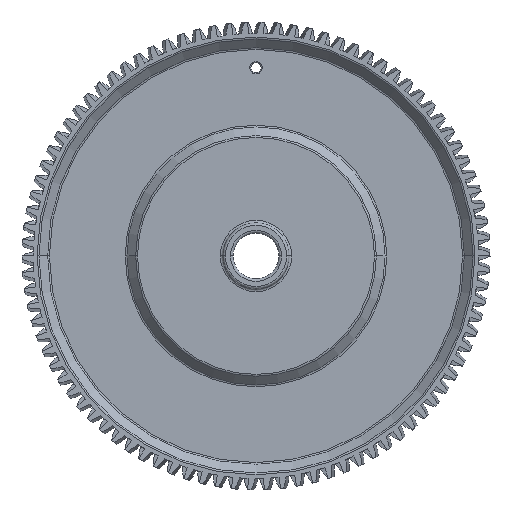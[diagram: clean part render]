
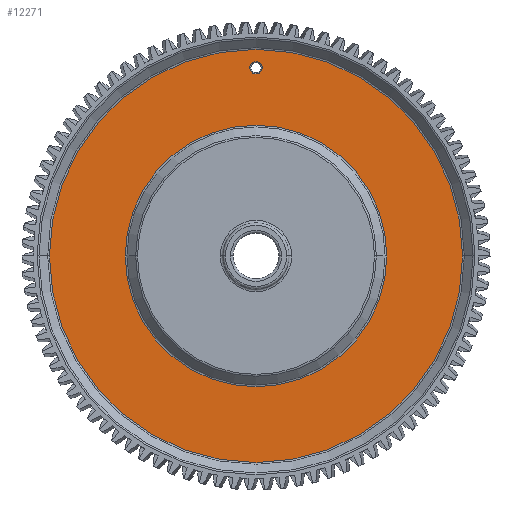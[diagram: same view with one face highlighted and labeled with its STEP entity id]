
A CAD part, top view. The second image highlights one B-rep face of the part: STEP entity #12271.
In plain terms, the highlighted planar face has unit normal (0, 0, 1).
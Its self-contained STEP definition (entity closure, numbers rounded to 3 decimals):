
#258 = AXIS2_PLACEMENT_3D ( 'NONE', #3131, #25721, #5702 ) ;
#724 = CIRCLE ( 'NONE', #13533, 25.707 ) ;
#956 = PLANE ( 'NONE',  #258 ) ;
#1116 = ORIENTED_EDGE ( 'NONE', *, *, #28678, .T. ) ;
#1496 = DIRECTION ( 'NONE',  ( 0., 0., -1. ) ) ;
#1527 = CARTESIAN_POINT ( 'NONE',  ( 0., 0., 1. ) ) ;
#1819 = EDGE_CURVE ( 'NONE', #5101, #2235, #24724, .T. ) ;
#1911 = ORIENTED_EDGE ( 'NONE', *, *, #1819, .T. ) ;
#2235 = VERTEX_POINT ( 'NONE', #18931 ) ;
#2479 = CARTESIAN_POINT ( 'NONE',  ( 0., 0., 1. ) ) ;
#2563 = CARTESIAN_POINT ( 'NONE',  ( 0., 37., 1. ) ) ;
#2730 = VERTEX_POINT ( 'NONE', #20166 ) ;
#3131 = CARTESIAN_POINT ( 'NONE',  ( 0., 0., 1. ) ) ;
#3359 = ORIENTED_EDGE ( 'NONE', *, *, #24420, .T. ) ;
#5101 = VERTEX_POINT ( 'NONE', #11257 ) ;
#5702 = DIRECTION ( 'NONE',  ( -1., 0., 0. ) ) ;
#6044 = AXIS2_PLACEMENT_3D ( 'NONE', #27868, #27578, #14162 ) ;
#6541 = ORIENTED_EDGE ( 'NONE', *, *, #25565, .T. ) ;
#6893 = EDGE_CURVE ( 'NONE', #27310, #2730, #15105, .T. ) ;
#8481 = DIRECTION ( 'NONE',  ( 0., 0., 1. ) ) ;
#8674 = DIRECTION ( 'NONE',  ( 1., 0., 0. ) ) ;
#8962 = VERTEX_POINT ( 'NONE', #20083 ) ;
#9056 = DIRECTION ( 'NONE',  ( 0., 0., 1. ) ) ;
#9642 = EDGE_LOOP ( 'NONE', ( #3359, #18340 ) ) ;
#9714 = DIRECTION ( 'NONE',  ( 0., 0., -1. ) ) ;
#11022 = DIRECTION ( 'NONE',  ( 0., 0., -1. ) ) ;
#11257 = CARTESIAN_POINT ( 'NONE',  ( 25.707, 0., 1. ) ) ;
#11601 = CIRCLE ( 'NONE', #18906, 1.2 ) ;
#11714 = EDGE_CURVE ( 'NONE', #8962, #20804, #23740, .T. ) ;
#12114 = CIRCLE ( 'NONE', #18423, 40.611 ) ;
#12271 = ADVANCED_FACE ( 'NONE', ( #13154, #21975, #20183 ), #956, .T. ) ;
#13154 = FACE_BOUND ( 'NONE', #16060, .T. ) ;
#13533 = AXIS2_PLACEMENT_3D ( 'NONE', #29186, #11022, #17790 ) ;
#14162 = DIRECTION ( 'NONE',  ( 1., 0., 0. ) ) ;
#15105 = CIRCLE ( 'NONE', #6044, 1.2 ) ;
#15348 = AXIS2_PLACEMENT_3D ( 'NONE', #2479, #9056, #24871 ) ;
#16060 = EDGE_LOOP ( 'NONE', ( #1116, #25194 ) ) ;
#16830 = AXIS2_PLACEMENT_3D ( 'NONE', #23976, #1496, #25983 ) ;
#17790 = DIRECTION ( 'NONE',  ( 1., 0., 0. ) ) ;
#18340 = ORIENTED_EDGE ( 'NONE', *, *, #11714, .T. ) ;
#18423 = AXIS2_PLACEMENT_3D ( 'NONE', #1527, #8481, #8674 ) ;
#18906 = AXIS2_PLACEMENT_3D ( 'NONE', #2563, #9714, #20800 ) ;
#18931 = CARTESIAN_POINT ( 'NONE',  ( -25.707, 0., 1. ) ) ;
#19452 = CARTESIAN_POINT ( 'NONE',  ( -1.2, 37., 1. ) ) ;
#19473 = EDGE_LOOP ( 'NONE', ( #1911, #6541 ) ) ;
#20083 = CARTESIAN_POINT ( 'NONE',  ( -40.611, 0., 1. ) ) ;
#20166 = CARTESIAN_POINT ( 'NONE',  ( 1.2, 37., 1. ) ) ;
#20183 = FACE_OUTER_BOUND ( 'NONE', #9642, .T. ) ;
#20464 = CARTESIAN_POINT ( 'NONE',  ( 40.611, 0., 1. ) ) ;
#20800 = DIRECTION ( 'NONE',  ( 1., 0., 0. ) ) ;
#20804 = VERTEX_POINT ( 'NONE', #20464 ) ;
#21975 = FACE_BOUND ( 'NONE', #19473, .T. ) ;
#23740 = CIRCLE ( 'NONE', #15348, 40.611 ) ;
#23976 = CARTESIAN_POINT ( 'NONE',  ( 0., 0., 1. ) ) ;
#24420 = EDGE_CURVE ( 'NONE', #20804, #8962, #12114, .T. ) ;
#24724 = CIRCLE ( 'NONE', #16830, 25.707 ) ;
#24871 = DIRECTION ( 'NONE',  ( 1., 0., 0. ) ) ;
#25194 = ORIENTED_EDGE ( 'NONE', *, *, #6893, .T. ) ;
#25565 = EDGE_CURVE ( 'NONE', #2235, #5101, #724, .T. ) ;
#25721 = DIRECTION ( 'NONE',  ( 0., 0., 1. ) ) ;
#25983 = DIRECTION ( 'NONE',  ( 1., 0., 0. ) ) ;
#27310 = VERTEX_POINT ( 'NONE', #19452 ) ;
#27578 = DIRECTION ( 'NONE',  ( 0., 0., -1. ) ) ;
#27868 = CARTESIAN_POINT ( 'NONE',  ( 0., 37., 1. ) ) ;
#28678 = EDGE_CURVE ( 'NONE', #2730, #27310, #11601, .T. ) ;
#29186 = CARTESIAN_POINT ( 'NONE',  ( 0., 0., 1. ) ) ;
